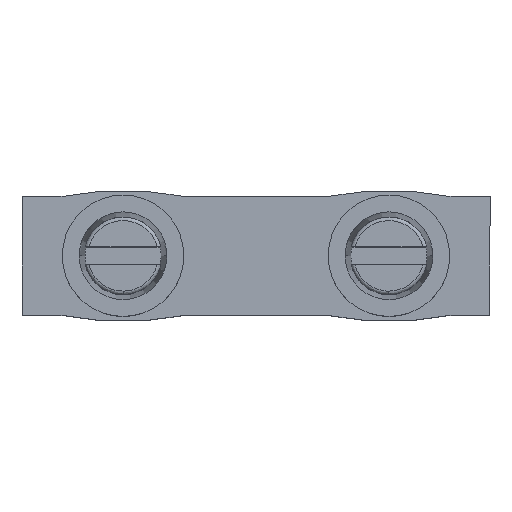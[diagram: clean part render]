
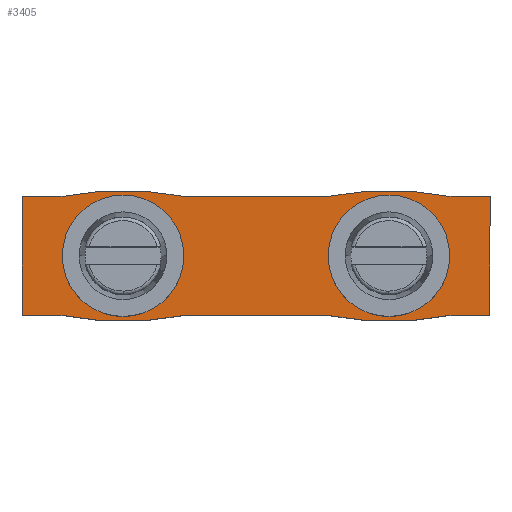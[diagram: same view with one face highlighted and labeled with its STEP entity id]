
A CAD part, top view. The second image highlights one B-rep face of the part: STEP entity #3405.
In plain terms, the highlighted planar face has unit normal (0, 0, 1).
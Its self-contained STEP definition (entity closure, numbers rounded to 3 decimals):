
#935 = CARTESIAN_POINT ( 'NONE',  ( 15., 13.975, -0.9 ) ) ;
#939 = DIRECTION ( 'NONE',  ( 0., 0., -1. ) ) ;
#940 = LINE ( 'NONE', #949, #2858 ) ;
#941 = DIRECTION ( 'NONE',  ( -1., 0., 0. ) ) ;
#949 = CARTESIAN_POINT ( 'NONE',  ( -1.15, -3.35, -0.9 ) ) ;
#959 = DIRECTION ( 'NONE',  ( -1., 0., 0. ) ) ;
#985 = CARTESIAN_POINT ( 'NONE',  ( 15., 0., -0.9 ) ) ;
#987 = LINE ( 'NONE', #993, #2877 ) ;
#993 = CARTESIAN_POINT ( 'NONE',  ( 20.7, -3.35, -0.9 ) ) ;
#1004 = DIRECTION ( 'NONE',  ( 0., -1., 0. ) ) ;
#1005 = DIRECTION ( 'NONE',  ( 0., 0., -1. ) ) ;
#1011 = DIRECTION ( 'NONE',  ( 1., 0., 0. ) ) ;
#1024 = CARTESIAN_POINT ( 'NONE',  ( 16.15, -3.35, -0.9 ) ) ;
#1033 = LINE ( 'NONE', #1024, #2847 ) ;
#1038 = DIRECTION ( 'NONE',  ( 1., 0., 0. ) ) ;
#1071 = CARTESIAN_POINT ( 'NONE',  ( 0., 13.975, -0.9 ) ) ;
#1073 = DIRECTION ( 'NONE',  ( 0., 0., 1. ) ) ;
#1076 = LINE ( 'NONE', #1092, #2855 ) ;
#1092 = CARTESIAN_POINT ( 'NONE',  ( -1.15, 3.35, -0.9 ) ) ;
#1098 = DIRECTION ( 'NONE',  ( 1., 0., 0. ) ) ;
#1100 = DIRECTION ( 'NONE',  ( 1., 0., 0. ) ) ;
#1108 = DIRECTION ( 'NONE',  ( 1., 0., 0. ) ) ;
#1121 = LINE ( 'NONE', #1128, #2940 ) ;
#1128 = CARTESIAN_POINT ( 'NONE',  ( 31.15, -3.35, -0.9 ) ) ;
#1155 = DIRECTION ( 'NONE',  ( 0., 0., 1. ) ) ;
#1171 = CARTESIAN_POINT ( 'NONE',  ( 0., -13.975, -0.9 ) ) ;
#1181 = DIRECTION ( 'NONE',  ( -1., 0., 0. ) ) ;
#1199 = CARTESIAN_POINT ( 'NONE',  ( 31.15, 3.35, -0.9 ) ) ;
#1200 = DIRECTION ( 'NONE',  ( -1., 0., 0. ) ) ;
#1201 = DIRECTION ( 'NONE',  ( -1., 0., 0. ) ) ;
#1202 = DIRECTION ( 'NONE',  ( 0., 0., 1. ) ) ;
#1207 = CARTESIAN_POINT ( 'NONE',  ( 0., 0., -0.9 ) ) ;
#1210 = DIRECTION ( 'NONE',  ( -1., 0., 0. ) ) ;
#1212 = CARTESIAN_POINT ( 'NONE',  ( 0., 0., -0.9 ) ) ;
#1214 = LINE ( 'NONE', #1199, #2936 ) ;
#1222 = DIRECTION ( 'NONE',  ( 0., 0., 1. ) ) ;
#1229 = CARTESIAN_POINT ( 'NONE',  ( 15., -13.975, -0.9 ) ) ;
#1235 = CARTESIAN_POINT ( 'NONE',  ( 16.15, 3.35, -0.9 ) ) ;
#1239 = LINE ( 'NONE', #1235, #2880 ) ;
#1245 = DIRECTION ( 'NONE',  ( -1., 0., 0. ) ) ;
#1246 = DIRECTION ( 'NONE',  ( 0., 0., -1. ) ) ;
#1252 = DIRECTION ( 'NONE',  ( 1., 0., 0. ) ) ;
#1512 = CARTESIAN_POINT ( 'NONE',  ( 15., 0., -0.9 ) ) ;
#1513 = DIRECTION ( 'NONE',  ( 0., 0., -1. ) ) ;
#1515 = DIRECTION ( 'NONE',  ( 1., 0., 0. ) ) ;
#1516 = LINE ( 'NONE', #1519, #3034 ) ;
#1519 = CARTESIAN_POINT ( 'NONE',  ( -5.7, -3.35, -0.9 ) ) ;
#1520 = DIRECTION ( 'NONE',  ( 0., -1., 0. ) ) ;
#1563 = CARTESIAN_POINT ( 'NONE',  ( -62.85, -3.35, -0.9 ) ) ;
#1565 = FACE_OUTER_BOUND ( 'NONE', #1942, .T. ) ;
#1567 = DIRECTION ( 'NONE',  ( 0., 0., -1. ) ) ;
#1568 = FACE_BOUND ( 'NONE', #1938, .T. ) ;
#1569 = DIRECTION ( 'NONE',  ( -1., 0., 0. ) ) ;
#1574 = FACE_BOUND ( 'NONE', #1913, .T. ) ;
#1582 = PLANE ( 'NONE',  #3051 ) ;
#1828 = CARTESIAN_POINT ( 'NONE',  ( -3.5, 3.35, -0.9 ) ) ;
#1834 = CARTESIAN_POINT ( 'NONE',  ( -3.5, -3.35, -0.9 ) ) ;
#1847 = CARTESIAN_POINT ( 'NONE',  ( 18.5, -3.35, -0.9 ) ) ;
#1854 = CARTESIAN_POINT ( 'NONE',  ( -5.7, -3.35, -0.9 ) ) ;
#1913 = EDGE_LOOP ( 'NONE', ( #2499, #2439 ) ) ;
#1938 = EDGE_LOOP ( 'NONE', ( #2449, #2550 ) ) ;
#1942 = EDGE_LOOP ( 'NONE', ( #2468, #2487, #2493, #2510, #2465, #2463, #2458, #2442, #2440, #2460, #2446, #2448 ) ) ;
#2031 = CARTESIAN_POINT ( 'NONE',  ( -3., 0., -0.9 ) ) ;
#2038 = CARTESIAN_POINT ( 'NONE',  ( 18., 0., -0.9 ) ) ;
#2065 = CARTESIAN_POINT ( 'NONE',  ( 3., 0., -0.9 ) ) ;
#2077 = CARTESIAN_POINT ( 'NONE',  ( 3.5, 3.35, -0.9 ) ) ;
#2083 = CARTESIAN_POINT ( 'NONE',  ( 12., 0., -0.9 ) ) ;
#2096 = CARTESIAN_POINT ( 'NONE',  ( 20.7, 3.35, -0.9 ) ) ;
#2106 = CARTESIAN_POINT ( 'NONE',  ( 20.7, -3.35, -0.9 ) ) ;
#2108 = CARTESIAN_POINT ( 'NONE',  ( -5.7, 3.35, -0.9 ) ) ;
#2114 = CARTESIAN_POINT ( 'NONE',  ( 11.5, -3.35, -0.9 ) ) ;
#2141 = CARTESIAN_POINT ( 'NONE',  ( 11.5, 3.35, -0.9 ) ) ;
#2172 = CARTESIAN_POINT ( 'NONE',  ( 3.5, -3.35, -0.9 ) ) ;
#2173 = CARTESIAN_POINT ( 'NONE',  ( 18.5, 3.35, -0.9 ) ) ;
#2185 = VERTEX_POINT ( 'NONE', #2077 ) ;
#2195 = VERTEX_POINT ( 'NONE', #2065 ) ;
#2211 = VERTEX_POINT ( 'NONE', #2031 ) ;
#2215 = VERTEX_POINT ( 'NONE', #2083 ) ;
#2225 = VERTEX_POINT ( 'NONE', #2038 ) ;
#2244 = VERTEX_POINT ( 'NONE', #2096 ) ;
#2247 = VERTEX_POINT ( 'NONE', #2114 ) ;
#2269 = VERTEX_POINT ( 'NONE', #2141 ) ;
#2281 = VERTEX_POINT ( 'NONE', #2106 ) ;
#2283 = VERTEX_POINT ( 'NONE', #2108 ) ;
#2324 = VERTEX_POINT ( 'NONE', #2172 ) ;
#2325 = VERTEX_POINT ( 'NONE', #2173 ) ;
#2329 = VERTEX_POINT ( 'NONE', #1847 ) ;
#2331 = VERTEX_POINT ( 'NONE', #1854 ) ;
#2336 = VERTEX_POINT ( 'NONE', #1828 ) ;
#2339 = VERTEX_POINT ( 'NONE', #1834 ) ;
#2439 = ORIENTED_EDGE ( 'NONE', *, *, #3302, .F. ) ;
#2440 = ORIENTED_EDGE ( 'NONE', *, *, #3321, .T. ) ;
#2442 = ORIENTED_EDGE ( 'NONE', *, *, #3299, .T. ) ;
#2446 = ORIENTED_EDGE ( 'NONE', *, *, #3256, .T. ) ;
#2448 = ORIENTED_EDGE ( 'NONE', *, *, #3268, .T. ) ;
#2449 = ORIENTED_EDGE ( 'NONE', *, *, #3242, .T. ) ;
#2458 = ORIENTED_EDGE ( 'NONE', *, *, #3315, .T. ) ;
#2460 = ORIENTED_EDGE ( 'NONE', *, *, #3395, .T. ) ;
#2463 = ORIENTED_EDGE ( 'NONE', *, *, #3323, .F. ) ;
#2465 = ORIENTED_EDGE ( 'NONE', *, *, #3270, .F. ) ;
#2468 = ORIENTED_EDGE ( 'NONE', *, *, #3287, .T. ) ;
#2487 = ORIENTED_EDGE ( 'NONE', *, *, #3232, .F. ) ;
#2493 = ORIENTED_EDGE ( 'NONE', *, *, #3234, .F. ) ;
#2499 = ORIENTED_EDGE ( 'NONE', *, *, #3303, .F. ) ;
#2510 = ORIENTED_EDGE ( 'NONE', *, *, #3245, .F. ) ;
#2550 = ORIENTED_EDGE ( 'NONE', *, *, #3387, .T. ) ;
#2791 = CIRCLE ( 'NONE', #2827, 17.675 ) ;
#2823 = AXIS2_PLACEMENT_3D ( 'NONE', #1071, #1073, #1098 ) ;
#2827 = AXIS2_PLACEMENT_3D ( 'NONE', #935, #939, #959 ) ;
#2831 = CIRCLE ( 'NONE', #2832, 3. ) ;
#2832 = AXIS2_PLACEMENT_3D ( 'NONE', #985, #1005, #1011 ) ;
#2838 = CIRCLE ( 'NONE', #2823, 17.675 ) ;
#2847 = VECTOR ( 'NONE', #1038, 1000. ) ;
#2855 = VECTOR ( 'NONE', #1100, 1000. ) ;
#2858 = VECTOR ( 'NONE', #941, 1000. ) ;
#2877 = VECTOR ( 'NONE', #1004, 1000. ) ;
#2880 = VECTOR ( 'NONE', #1245, 1000. ) ;
#2888 = AXIS2_PLACEMENT_3D ( 'NONE', #1212, #1222, #1201 ) ;
#2892 = AXIS2_PLACEMENT_3D ( 'NONE', #1207, #1202, #1210 ) ;
#2912 = CIRCLE ( 'NONE', #2934, 17.675 ) ;
#2923 = CIRCLE ( 'NONE', #2888, 3. ) ;
#2934 = AXIS2_PLACEMENT_3D ( 'NONE', #1171, #1155, #1181 ) ;
#2936 = VECTOR ( 'NONE', #1200, 1000. ) ;
#2940 = VECTOR ( 'NONE', #1108, 1000. ) ;
#2941 = CIRCLE ( 'NONE', #2892, 3. ) ;
#2960 = CIRCLE ( 'NONE', #2975, 17.675 ) ;
#2975 = AXIS2_PLACEMENT_3D ( 'NONE', #1229, #1246, #1252 ) ;
#3034 = VECTOR ( 'NONE', #1520, 1000. ) ;
#3051 = AXIS2_PLACEMENT_3D ( 'NONE', #1563, #1567, #1569 ) ;
#3054 = CIRCLE ( 'NONE', #3055, 3. ) ;
#3055 = AXIS2_PLACEMENT_3D ( 'NONE', #1512, #1513, #1515 ) ;
#3232 = EDGE_CURVE ( 'NONE', #2329, #2247, #2791, .T. ) ;
#3234 = EDGE_CURVE ( 'NONE', #2281, #2329, #940, .T. ) ;
#3242 = EDGE_CURVE ( 'NONE', #2225, #2215, #2831, .T. ) ;
#3245 = EDGE_CURVE ( 'NONE', #2244, #2281, #987, .T. ) ;
#3256 = EDGE_CURVE ( 'NONE', #2331, #2339, #1033, .T. ) ;
#3268 = EDGE_CURVE ( 'NONE', #2339, #2324, #2838, .T. ) ;
#3270 = EDGE_CURVE ( 'NONE', #2325, #2244, #1076, .T. ) ;
#3287 = EDGE_CURVE ( 'NONE', #2324, #2247, #1121, .T. ) ;
#3299 = EDGE_CURVE ( 'NONE', #2185, #2336, #2912, .T. ) ;
#3302 = EDGE_CURVE ( 'NONE', #2195, #2211, #2941, .T. ) ;
#3303 = EDGE_CURVE ( 'NONE', #2211, #2195, #2923, .T. ) ;
#3315 = EDGE_CURVE ( 'NONE', #2269, #2185, #1214, .T. ) ;
#3321 = EDGE_CURVE ( 'NONE', #2336, #2283, #1239, .T. ) ;
#3323 = EDGE_CURVE ( 'NONE', #2269, #2325, #2960, .T. ) ;
#3387 = EDGE_CURVE ( 'NONE', #2215, #2225, #3054, .T. ) ;
#3395 = EDGE_CURVE ( 'NONE', #2283, #2331, #1516, .T. ) ;
#3405 = ADVANCED_FACE ( 'NONE', ( #1574, #1565, #1568 ), #1582, .F. ) ;
